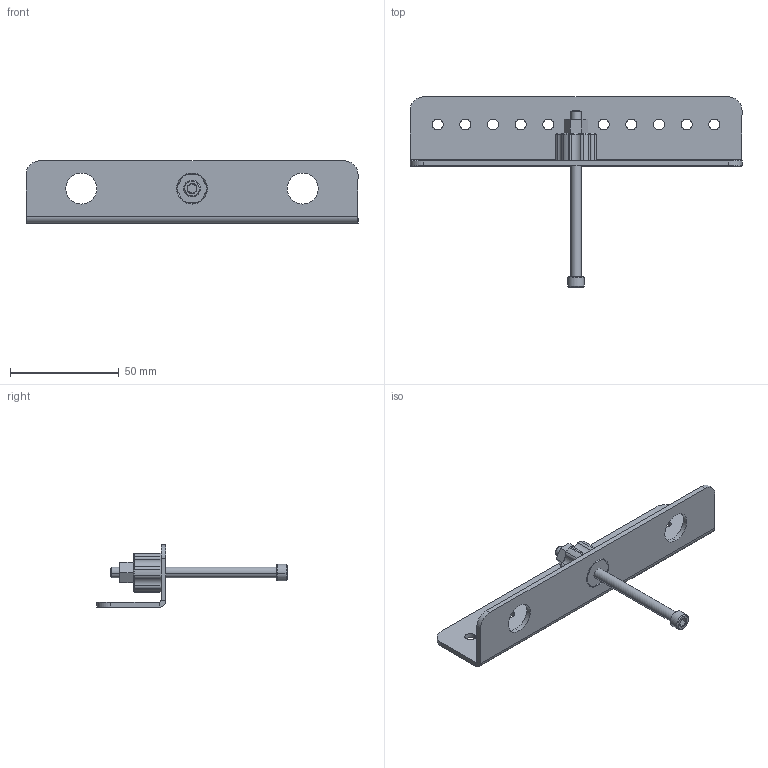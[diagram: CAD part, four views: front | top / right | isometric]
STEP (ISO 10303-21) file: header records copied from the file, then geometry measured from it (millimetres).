
FILE_DESCRIPTION (( 'STEP AP214' ), '1' );
FILE_NAME ('WCP-1109.STEP', '2024-02-14T00:15:45', ( '' ), ( '' ), 'SwSTEP 2.0', 'SolidWorks 2022', '' );
FILE_SCHEMA (( 'AUTOMOTIVE_DESIGN' ));
Length unit declared in the file: inch
Products named in the file (5): WCP-1109-001 Rev1; WCP-1109; WCP-1109-003 Rev1; 10-32 SHCS - No Thread_WCP-0271 - 3.000; WCP-1109-002 Rev1
Assembly tree (4 placements, depth 2):
  WCP-1109
    WCP-1109-003 Rev1
    WCP-1109-001 Rev1
    WCP-1109-002 Rev1
    10-32 SHCS - No Thread_WCP-0271 - 3.000
Bounding box: 152.4 x 87.38 x 28.57 mm (x, y, z)
Volume: 22788.6 mm3; surface area: 21559.9 mm2
Topology: 4 solids, 4 shells, 165 faces, 401 edges, 248 vertices
Faces by surface type: cylinder 77, cone 44, plane 40, torus 4
Entity records: 5323 total; most frequent: CARTESIAN_POINT 976, DIRECTION 937, ORIENTED_EDGE 802, EDGE_CURVE 401, AXIS2_PLACEMENT_3D 379, VERTEX_POINT 248, CIRCLE 207, EDGE_LOOP 201
